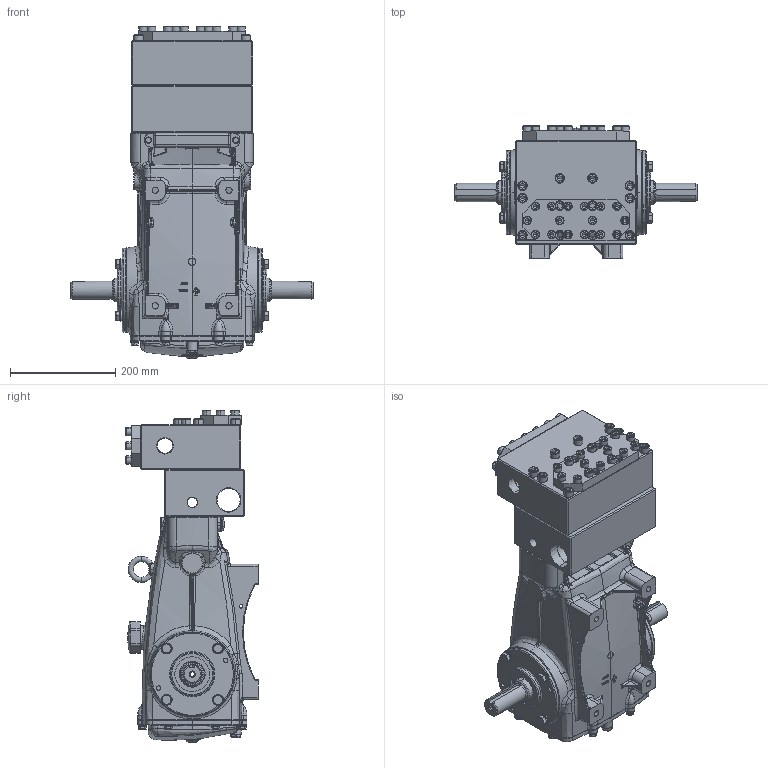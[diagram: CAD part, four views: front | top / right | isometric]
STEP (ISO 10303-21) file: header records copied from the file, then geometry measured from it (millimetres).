
FILE_DESCRIPTION (( 'STEP AP203' ), '1' );
FILE_NAME ('3841K.STEP', '2020-10-30T18:32:42', ( '' ), ( '' ), 'SwSTEP 2.0', 'SolidWorks 2020', '' );
FILE_SCHEMA (( 'CONFIG_CONTROL_DESIGN' ));
Products named in the file (1): 3841K
Bounding box: 460 x 251 x 631 mm (x, y, z)
Surface area: 970935.5 mm2 (no closed solid volume)
Topology: 0 solids, 106 shells, 2336 faces, 8175 edges, 5582 vertices
Faces by surface type: plane 933, cylinder 473, bspline 465, cone 322, torus 107, sphere 36
Entity records: 116564 total; most frequent: CARTESIAN_POINT 51774, DIRECTION 12782, ORIENTED_EDGE 12667, EDGE_CURVE 8054, VERTEX_POINT 5582, AXIS2_PLACEMENT_3D 4938, CIRCLE 3066, LINE 2906
